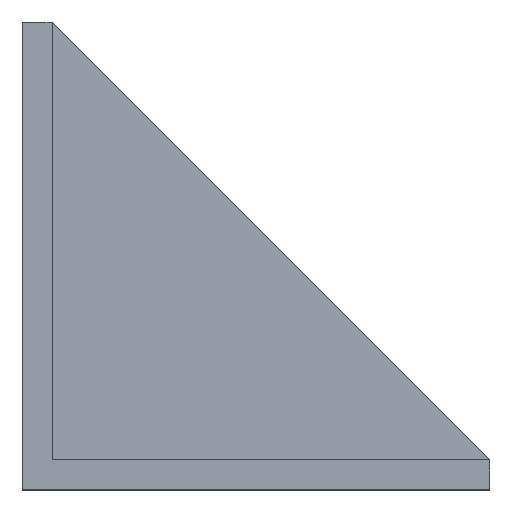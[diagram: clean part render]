
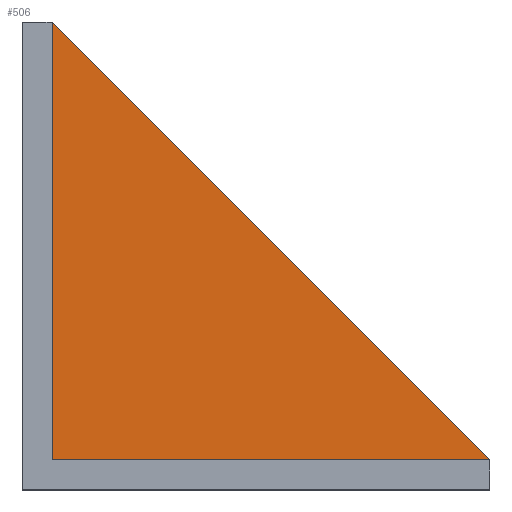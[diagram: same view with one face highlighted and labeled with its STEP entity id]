
A CAD part, top view. The second image highlights one B-rep face of the part: STEP entity #506.
In plain terms, the highlighted planar face has unit normal (0, 0, 1).
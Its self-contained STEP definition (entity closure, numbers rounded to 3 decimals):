
#32=PLANE('',#568);
#58=FACE_OUTER_BOUND('',#84,.T.);
#84=EDGE_LOOP('',(#409,#410,#411));
#135=LINE('',#821,#189);
#137=LINE('',#825,#191);
#138=LINE('',#826,#192);
#189=VECTOR('',#679,10.);
#191=VECTOR('',#683,10.);
#192=VECTOR('',#684,10.);
#259=VERTEX_POINT('',#818);
#260=VERTEX_POINT('',#820);
#261=VERTEX_POINT('',#824);
#321=EDGE_CURVE('',#260,#259,#135,.T.);
#323=EDGE_CURVE('',#260,#261,#137,.T.);
#324=EDGE_CURVE('',#261,#259,#138,.T.);
#409=ORIENTED_EDGE('',*,*,#323,.F.);
#410=ORIENTED_EDGE('',*,*,#321,.T.);
#411=ORIENTED_EDGE('',*,*,#324,.F.);
#506=ADVANCED_FACE('',(#58),#32,.T.);
#568=AXIS2_PLACEMENT_3D('',#823,#681,#682);
#679=DIRECTION('',(-0.707,0.707,0.));
#681=DIRECTION('center_axis',(0.,0.,1.));
#682=DIRECTION('ref_axis',(1.,0.,0.));
#683=DIRECTION('',(-1.,0.,0.));
#684=DIRECTION('',(0.,1.,0.));
#818=CARTESIAN_POINT('',(5.,78.,-13.5));
#820=CARTESIAN_POINT('',(78.,5.,-13.5));
#821=CARTESIAN_POINT('',(78.,5.,-13.5));
#823=CARTESIAN_POINT('Origin',(30.809,30.809,-13.5));
#824=CARTESIAN_POINT('',(5.,5.,-13.5));
#825=CARTESIAN_POINT('',(54.405,5.,-13.5));
#826=CARTESIAN_POINT('',(5.,15.405,-13.5));
